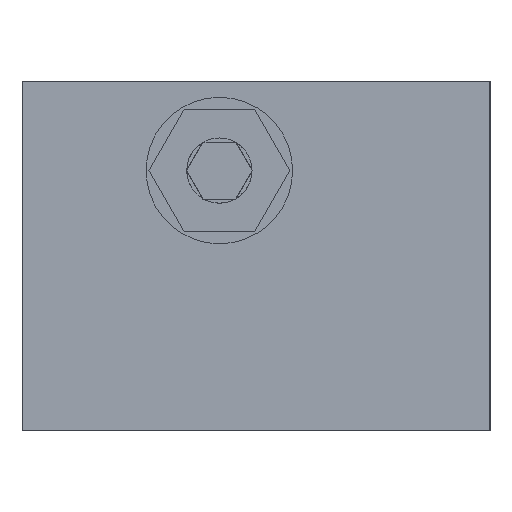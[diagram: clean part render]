
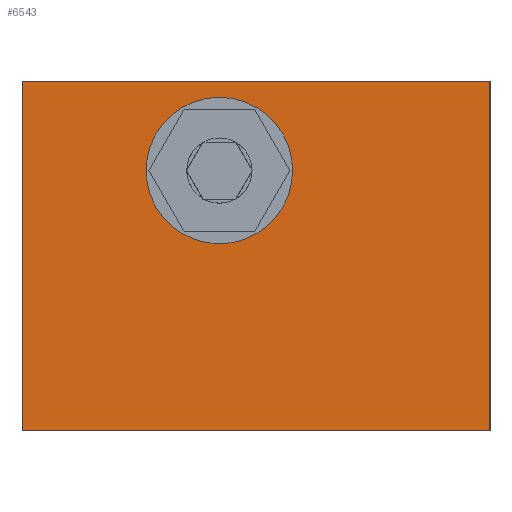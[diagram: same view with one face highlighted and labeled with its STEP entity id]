
A CAD part, left-side view. The second image highlights one B-rep face of the part: STEP entity #6543.
In plain terms, the highlighted planar face has unit normal (-1, 0, 0).
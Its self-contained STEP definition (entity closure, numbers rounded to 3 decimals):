
#400=LINE('',#9141,#1012);
#479=LINE('',#9554,#1091);
#794=LINE('',#10829,#1406);
#795=LINE('',#11009,#1407);
#1012=VECTOR('',#7425,115.);
#1091=VECTOR('',#7568,86.);
#1406=VECTOR('',#8097,115.);
#1407=VECTOR('',#8334,86.);
#1667=FACE_BOUND('',#2777,.T.);
#1876=PLANE('',#6981);
#2267=FACE_OUTER_BOUND('',#2776,.T.);
#2776=EDGE_LOOP('',(#5891,#5892,#5893,#5894));
#2777=EDGE_LOOP('',(#5895));
#2929=CIRCLE('',#6885,18.);
#3134=VERTEX_POINT('',#9138);
#3135=VERTEX_POINT('',#9140);
#3213=VERTEX_POINT('',#9553);
#3474=VERTEX_POINT('',#10827);
#3494=VERTEX_POINT('',#10870);
#3781=EDGE_CURVE('',#3134,#3135,#400,.T.);
#3896=EDGE_CURVE('',#3213,#3134,#479,.T.);
#4287=EDGE_CURVE('',#3474,#3213,#794,.T.);
#4307=EDGE_CURVE('',#3494,#3494,#2929,.T.);
#4349=EDGE_CURVE('',#3474,#3135,#795,.T.);
#5891=ORIENTED_EDGE('',*,*,#4349,.T.);
#5892=ORIENTED_EDGE('',*,*,#3781,.F.);
#5893=ORIENTED_EDGE('',*,*,#3896,.F.);
#5894=ORIENTED_EDGE('',*,*,#4287,.F.);
#5895=ORIENTED_EDGE('',*,*,#4307,.T.);
#6543=ADVANCED_FACE('',(#2267,#1667),#1876,.F.);
#6885=AXIS2_PLACEMENT_3D('',#10871,#8140,#8141);
#6981=AXIS2_PLACEMENT_3D('',#11008,#8332,#8333);
#7425=DIRECTION('',(0.,1.,0.));
#7568=DIRECTION('',(0.,0.,-1.));
#8097=DIRECTION('',(0.,-1.,0.));
#8140=DIRECTION('center_axis',(1.,0.,0.));
#8141=DIRECTION('ref_axis',(0.,1.,0.));
#8332=DIRECTION('center_axis',(1.,0.,0.));
#8333=DIRECTION('ref_axis',(0.,0.,-1.));
#8334=DIRECTION('',(0.,0.,-1.));
#9138=CARTESIAN_POINT('',(451.,0.,45.));
#9140=CARTESIAN_POINT('',(451.,115.,45.));
#9141=CARTESIAN_POINT('',(451.,57.5,45.));
#9553=CARTESIAN_POINT('',(451.,0.,131.));
#9554=CARTESIAN_POINT('',(451.,0.,88.));
#10827=CARTESIAN_POINT('',(451.,115.,131.));
#10829=CARTESIAN_POINT('',(451.,57.5,131.));
#10870=CARTESIAN_POINT('',(451.,48.5,109.));
#10871=CARTESIAN_POINT('Origin',(451.,66.5,109.));
#11008=CARTESIAN_POINT('Origin',(451.,57.5,88.));
#11009=CARTESIAN_POINT('',(451.,115.,88.));
